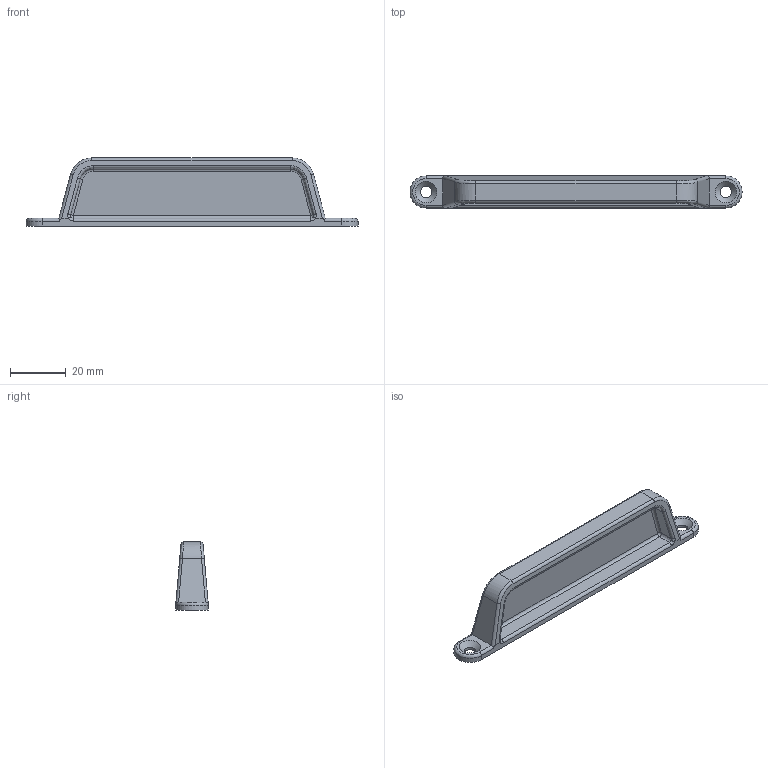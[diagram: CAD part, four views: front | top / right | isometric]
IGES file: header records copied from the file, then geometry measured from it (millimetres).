
Global section: file name: 620112.stp.ipt; native system: Autodesk Inventor 2014; preprocessor: unknown; author: zeman; date: 20151016.101901; units: millimetre
Bounding box: 119.6 x 11.6 x 24.5 mm (x, y, z)
Volume: 13297.3 mm3; surface area: 8223.4 mm2
Topology: 1 solids, 1 shells, 61 faces, 151 edges, 90 vertices
Faces by surface type: revolution 18, cylinder 18, plane 15, bspline 10
